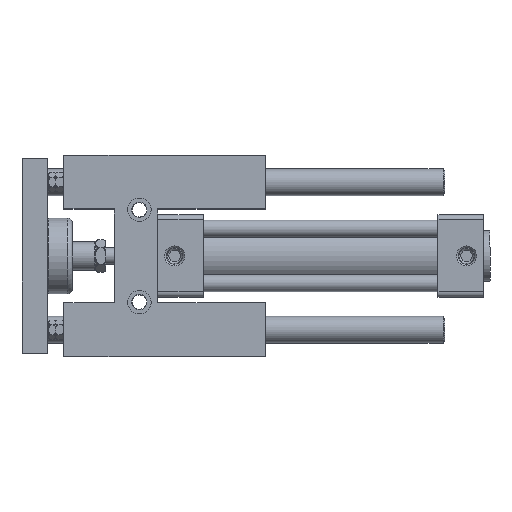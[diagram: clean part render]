
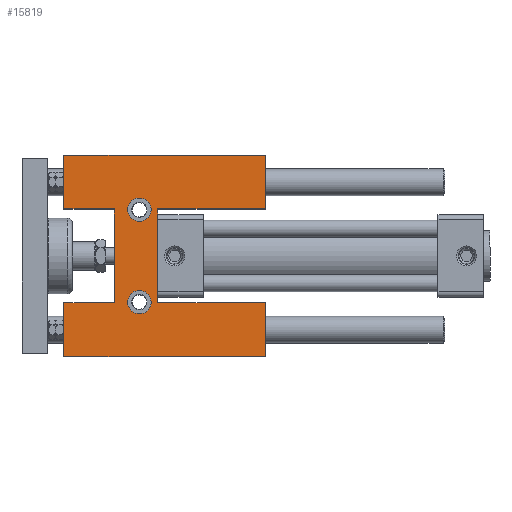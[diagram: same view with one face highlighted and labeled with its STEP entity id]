
A CAD part, top view. The second image highlights one B-rep face of the part: STEP entity #15819.
In plain terms, the highlighted planar face has unit normal (0, 0, 1).
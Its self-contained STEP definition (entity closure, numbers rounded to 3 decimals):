
#15349=CARTESIAN_POINT('',(25.,60.,28.));
#15350=VERTEX_POINT('Vertex559',#15349);
#15357=CARTESIAN_POINT('',(145.,60.,28.));
#15358=VERTEX_POINT('Vertex560',#15357);
#15359=CARTESIAN_POINT('',(85.,60.,28.));
#15360=DIRECTION('',(1.,0.,0.));
#15361=VECTOR('',#15360,1.);
#15362=LINE('nurbsCrv778',#15359,#15361);
#15363=EDGE_CURVE('Edge778',#15350,#15358,#15362,.T.);
#15396=CARTESIAN_POINT('',(145.,-60.,28.));
#15397=VERTEX_POINT('Vertex561',#15396);
#15404=CARTESIAN_POINT('',(25.,-60.,28.));
#15405=VERTEX_POINT('Vertex562',#15404);
#15406=CARTESIAN_POINT('',(85.,-60.,28.));
#15407=DIRECTION('',(-1.,0.,0.));
#15408=VECTOR('',#15407,1.);
#15409=LINE('nurbsCrv781',#15406,#15408);
#15410=EDGE_CURVE('Edge781',#15397,#15405,#15409,.T.);
#15445=CARTESIAN_POINT('',(63.,27.5,28.));
#15446=VERTEX_POINT('Vertex563',#15445);
#15447=CARTESIAN_POINT('',(70.,27.5,28.));
#15448=DIRECTION('',(0.,0.,-1.));
#15449=DIRECTION('',(-1.,0.,0.));
#15450=AXIS2_PLACEMENT_3D('',#15447,#15448,#15449);
#15451=CIRCLE('nurbsCrv783',#15450,7.);
#15452=EDGE_CURVE('Edge783',#15446,#15446,#15451,.T.);
#15465=CARTESIAN_POINT('',(63.,-27.5,28.));
#15466=VERTEX_POINT('Vertex564',#15465);
#15467=CARTESIAN_POINT('',(70.,-27.5,28.));
#15468=DIRECTION('',(0.,0.,-1.));
#15469=DIRECTION('',(-1.,0.,0.));
#15470=AXIS2_PLACEMENT_3D('',#15467,#15468,#15469);
#15471=CIRCLE('nurbsCrv784',#15470,7.);
#15472=EDGE_CURVE('Edge784',#15466,#15466,#15471,.T.);
#15483=CARTESIAN_POINT('',(81.,-28.,28.));
#15484=VERTEX_POINT('Vertex565',#15483);
#15491=CARTESIAN_POINT('',(145.,-28.,28.));
#15492=VERTEX_POINT('Vertex566',#15491);
#15493=CARTESIAN_POINT('',(113.,-28.,28.));
#15494=DIRECTION('',(1.,0.,0.));
#15495=VECTOR('',#15494,1.);
#15496=LINE('nurbsCrv786',#15493,#15495);
#15497=EDGE_CURVE('Edge786',#15484,#15492,#15496,.T.);
#15515=CARTESIAN_POINT('',(145.,-44.,28.));
#15516=DIRECTION('',(0.,-1.,0.));
#15517=VECTOR('',#15516,1.);
#15518=LINE('nurbsCrv788',#15515,#15517);
#15519=EDGE_CURVE('Edge788',#15492,#15397,#15518,.T.);
#15536=CARTESIAN_POINT('',(25.,-28.,28.));
#15537=VERTEX_POINT('Vertex567',#15536);
#15538=CARTESIAN_POINT('',(25.,-44.,28.));
#15539=DIRECTION('',(0.,1.,0.));
#15540=VECTOR('',#15539,1.);
#15541=LINE('nurbsCrv789',#15538,#15540);
#15542=EDGE_CURVE('Edge789',#15405,#15537,#15541,.T.);
#15590=CARTESIAN_POINT('',(55.,-28.,28.));
#15591=VERTEX_POINT('Vertex568',#15590);
#15592=CARTESIAN_POINT('',(40.,-28.,28.));
#15593=DIRECTION('',(1.,0.,0.));
#15594=VECTOR('',#15593,1.);
#15595=LINE('nurbsCrv791',#15592,#15594);
#15596=EDGE_CURVE('Edge791',#15537,#15591,#15595,.T.);
#15614=CARTESIAN_POINT('',(55.,28.,28.));
#15615=VERTEX_POINT('Vertex569',#15614);
#15616=CARTESIAN_POINT('',(55.,0.,28.));
#15617=DIRECTION('',(0.,1.,0.));
#15618=VECTOR('',#15617,1.);
#15619=LINE('nurbsCrv793',#15616,#15618);
#15620=EDGE_CURVE('Edge793',#15591,#15615,#15619,.T.);
#15644=CARTESIAN_POINT('',(25.,28.,28.));
#15645=VERTEX_POINT('Vertex570',#15644);
#15646=CARTESIAN_POINT('',(40.,28.,28.));
#15647=DIRECTION('',(-1.,0.,0.));
#15648=VECTOR('',#15647,1.);
#15649=LINE('nurbsCrv795',#15646,#15648);
#15650=EDGE_CURVE('Edge795',#15615,#15645,#15649,.T.);
#15666=CARTESIAN_POINT('',(25.,44.,28.));
#15667=DIRECTION('',(0.,1.,0.));
#15668=VECTOR('',#15667,1.);
#15669=LINE('nurbsCrv797',#15666,#15668);
#15670=EDGE_CURVE('Edge797',#15645,#15350,#15669,.T.);
#15717=CARTESIAN_POINT('',(145.,28.,28.));
#15718=VERTEX_POINT('Vertex571',#15717);
#15719=CARTESIAN_POINT('',(145.,44.,28.));
#15720=DIRECTION('',(0.,-1.,0.));
#15721=VECTOR('',#15720,1.);
#15722=LINE('nurbsCrv798',#15719,#15721);
#15723=EDGE_CURVE('Edge798',#15358,#15718,#15722,.T.);
#15743=CARTESIAN_POINT('',(81.,28.,28.));
#15744=VERTEX_POINT('Vertex572',#15743);
#15745=CARTESIAN_POINT('',(113.,28.,28.));
#15746=DIRECTION('',(-1.,0.,0.));
#15747=VECTOR('',#15746,1.);
#15748=LINE('nurbsCrv800',#15745,#15747);
#15749=EDGE_CURVE('Edge800',#15718,#15744,#15748,.T.);
#15767=CARTESIAN_POINT('',(81.,0.,28.));
#15768=DIRECTION('',(0.,-1.,0.));
#15769=VECTOR('',#15768,1.);
#15770=LINE('nurbsCrv802',#15767,#15769);
#15771=EDGE_CURVE('Edge802',#15744,#15484,#15770,.T.);
#15794=ORIENTED_EDGE('Edgeuse1594',*,*,#15542,.F.);
#15795=ORIENTED_EDGE('Edgeuse1595',*,*,#15410,.F.);
#15796=ORIENTED_EDGE('Edgeuse1596',*,*,#15519,.F.);
#15797=ORIENTED_EDGE('Edgeuse1597',*,*,#15497,.F.);
#15798=ORIENTED_EDGE('Edgeuse1598',*,*,#15771,.F.);
#15799=ORIENTED_EDGE('Edgeuse1599',*,*,#15749,.F.);
#15800=ORIENTED_EDGE('Edgeuse1600',*,*,#15723,.F.);
#15801=ORIENTED_EDGE('Edgeuse1601',*,*,#15363,.F.);
#15802=ORIENTED_EDGE('Edgeuse1602',*,*,#15670,.F.);
#15803=ORIENTED_EDGE('Edgeuse1603',*,*,#15650,.F.);
#15804=ORIENTED_EDGE('Edgeuse1604',*,*,#15620,.F.);
#15805=ORIENTED_EDGE('Edgeuse1605',*,*,#15596,.F.);
#15806=EDGE_LOOP('',(#15794,#15795,#15796,#15797,#15798,#15799,#15800,#15801,
#15802,#15803,#15804,#15805));
#15807=FACE_OUTER_BOUND('',#15806,.T.);
#15808=ORIENTED_EDGE('Edgeuse1592',*,*,#15452,.T.);
#15809=EDGE_LOOP('',(#15808));
#15810=FACE_BOUND('',#15809,.T.);
#15811=ORIENTED_EDGE('Edgeuse1593',*,*,#15472,.T.);
#15812=EDGE_LOOP('',(#15811));
#15813=FACE_BOUND('',#15812,.T.);
#15814=CARTESIAN_POINT('',(85.,0.,28.));
#15815=DIRECTION('',(0.,0.,1.));
#15816=DIRECTION('',(-1.,0.,0.));
#15817=AXIS2_PLACEMENT_3D('',#15814,#15815,#15816);
#15818=PLANE('nurbsSrf342',#15817);
#15819=ADVANCED_FACE('Face342',(#15807,#15810,#15813),#15818,.T.);
